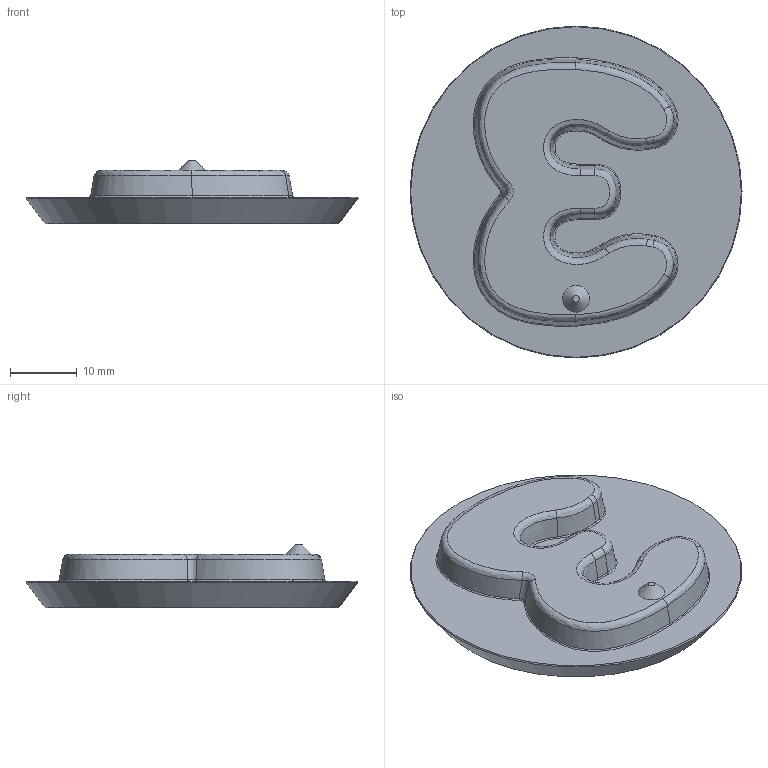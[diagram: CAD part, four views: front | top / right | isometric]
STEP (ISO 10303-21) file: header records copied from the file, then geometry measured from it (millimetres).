
FILE_DESCRIPTION(/* description */ (''),/* implementation_level */ '2;1');
FILE_NAME(/* name */ 'INSERT N3.step',/* time_stamp */ '2024-06-30T17:58:35+02:00',/* author */ (''),/* organization */ (''),/* preprocessor_version */ 'ST-DEVELOPER v20',/* originating_system */ 'Autodesk Translation Framework v13.14.0.145',/* authorisation */ '');
FILE_SCHEMA (('AUTOMOTIVE_DESIGN { 1 0 10303 214 3 1 1 }'));
Length unit declared in the file: millimetre
Products named in the file (1): INSERTI NUMERATI
Bounding box: 49.7 x 49.7 x 9.5 mm (x, y, z)
Volume: 10127.4 mm3; surface area: 4705.6 mm2
Topology: 1 solids, 1 shells, 55 faces, 121 edges, 70 vertices
Faces by surface type: bspline 36, plane 8, cylinder 8, cone 3
Entity records: 3224 total; most frequent: CARTESIAN_POINT 2169, ORIENTED_EDGE 242, DIRECTION 149, EDGE_CURVE 121, VERTEX_POINT 70, AXIS2_PLACEMENT_3D 58, EDGE_LOOP 57, FACE_OUTER_BOUND 55
